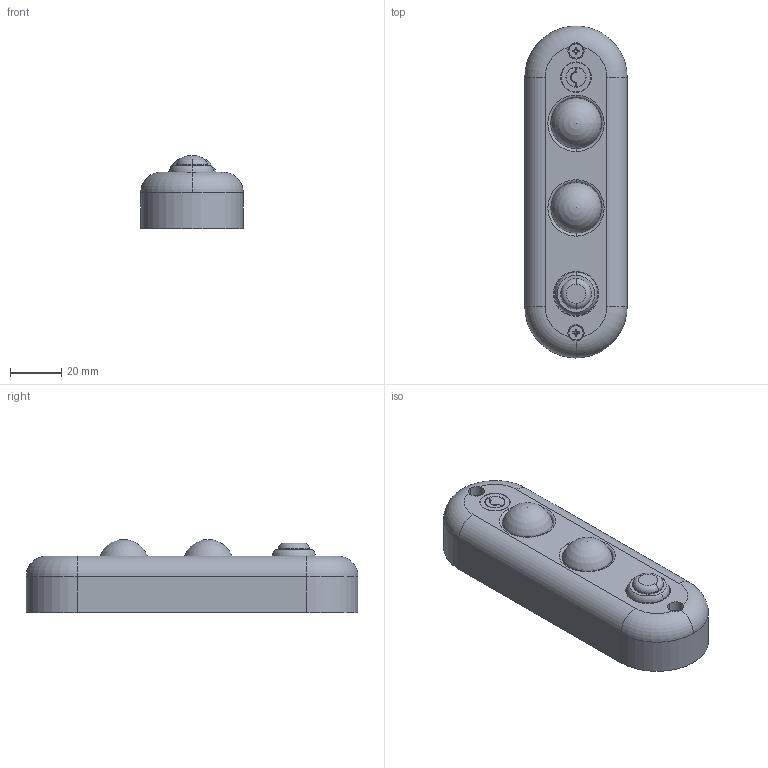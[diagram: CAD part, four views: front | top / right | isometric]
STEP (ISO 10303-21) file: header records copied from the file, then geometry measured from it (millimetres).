
FILE_DESCRIPTION (( 'STEP AP214' ), '1' );
FILE_NAME ('PLS1224BP.STEP', '2021-07-30T09:11:13', ( '' ), ( '' ), 'SwSTEP 2.0', 'SolidWorks 2020', '' );
FILE_SCHEMA (( 'AUTOMOTIVE_DESIGN' ));
Length unit declared in the file: millimetre
Products named in the file (3): PLS_bouton PLS1224BP; PLS1224BP; ISO 7046-1 - M3 x 8 - Z - 8S_ISO 7046-1 - M3 x 8 - Z - 8S
Assembly tree (3 placements, depth 2):
  PLS1224BP
    PLS_bouton PLS1224BP
    ISO 7046-1 - M3 x 8 - Z - 8S_ISO 7046-1 - M3 x 8 - Z - 8S  x2
Bounding box: 40 x 129.5 x 28.5 mm (x, y, z)
Volume: 104205.8 mm3; surface area: 27071.1 mm2
Topology: 4 solids, 4 shells, 311 faces, 769 edges, 473 vertices
Faces by surface type: cone 134, cylinder 93, plane 67, torus 15, sphere 2
Entity records: 6362 total; most frequent: DIRECTION 1124, CARTESIAN_POINT 1056, ORIENTED_EDGE 938, AXIS2_PLACEMENT_3D 469, EDGE_CURVE 469, VERTEX_POINT 293, CIRCLE 266, EDGE_LOOP 216
